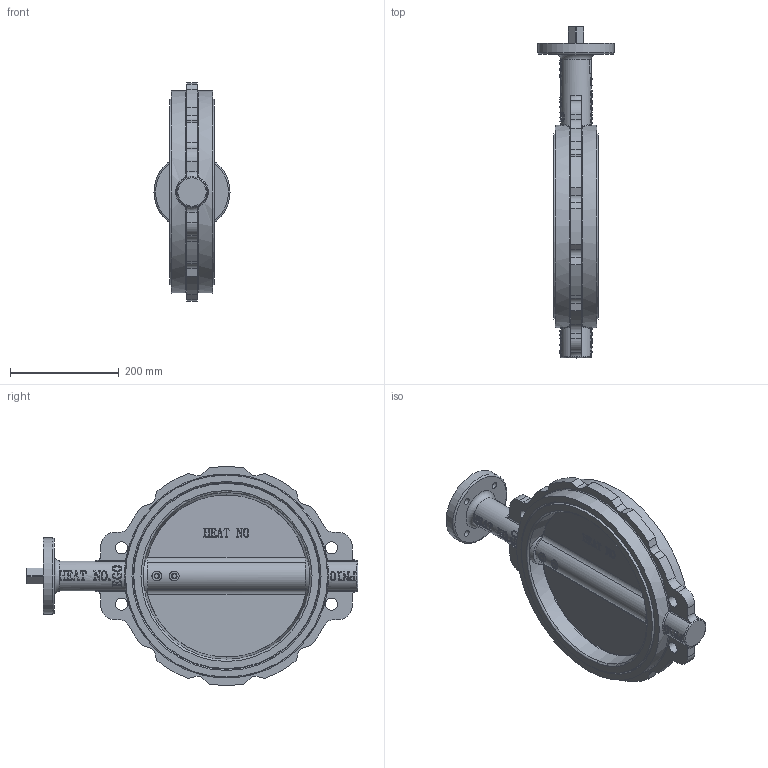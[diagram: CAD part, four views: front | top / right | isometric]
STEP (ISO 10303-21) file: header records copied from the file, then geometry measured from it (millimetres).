
FILE_DESCRIPTION(/* description */ (''),/* implementation_level */ '2;1');
FILE_NAME(/* name */ 'DN300 253W.stp',/* time_stamp */ '2019-05-02T11:45:19+02:00',/* author */ ('A8711351'),/* organization */ (''),/* preprocessor_version */ 'ST-DEVELOPER v16.5',/* originating_system */ 'Autodesk Inventor LT',/* authorisation */ '');
FILE_SCHEMA (('AUTOMOTIVE_DESIGN { 1 0 10303 214 3 1 1 }'));
Products named in the file (1): Î¦+õ¦Õ1
Bounding box: 140 x 611 x 402.39 mm (x, y, z)
Volume: 5687687.5 mm3; surface area: 808631.5 mm2
Topology: 8 solids, 8 shells, 1215 faces, 4527 edges, 3494 vertices
Faces by surface type: plane 650, bspline 392, cylinder 129, cone 18, torus 16, sphere 10
Full cylindrical faces by diameter (mm): 12 x4, 22 x4, 31.6 x1, 31.8 x2, 38.1 x3, 56 x1, 70 x1, 140 x1, 341.2 x2, 344 x1, 344.2 x1, 372 x2
Entity records: 131378 total; most frequent: CARTESIAN_POINT 95729, ORIENTED_EDGE 8930, DIRECTION 5108, EDGE_CURVE 4465, VERTEX_POINT 3477, LINE 2468, VECTOR 2468, B_SPLINE_CURVE_WITH_KNOTS 1501
